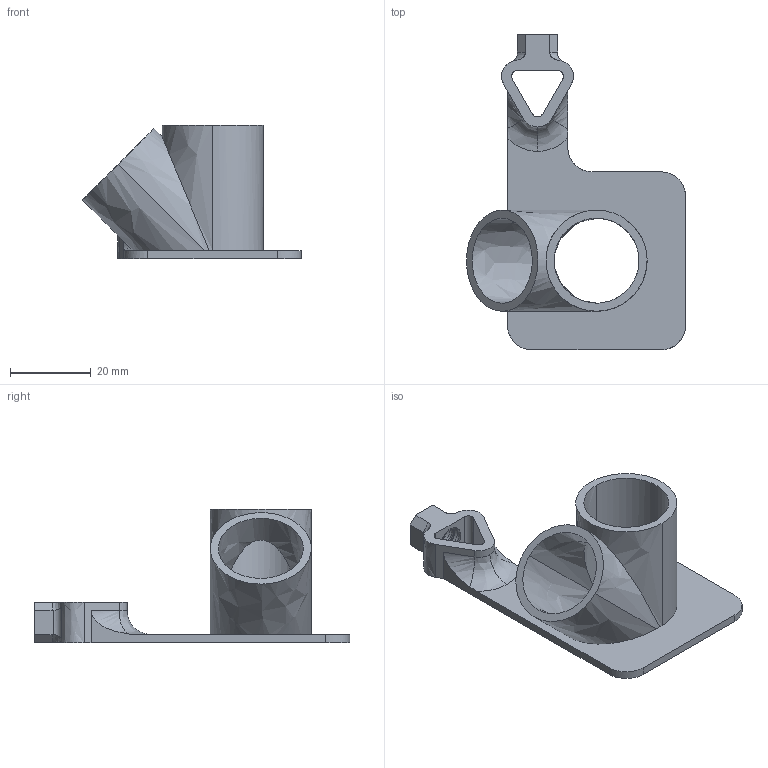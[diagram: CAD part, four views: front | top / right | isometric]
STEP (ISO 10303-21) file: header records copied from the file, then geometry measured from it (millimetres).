
FILE_DESCRIPTION(/* description */ (''),/* implementation_level */ '2;1');
FILE_NAME(/* name */ 'LIGHTD~1',/* time_stamp */ '2018-03-11T19:36:50+01:00',/* author */ (''),/* organization */ (''),/* preprocessor_version */ 'ST-DEVELOPER v15',/* originating_system */ '',/* authorisation */ '');
FILE_SCHEMA (('AUTOMOTIVE_DESIGN'));
Length unit declared in the file: millimetre
Products named in the file (1): Document
Bounding box: 54.17 x 78.07 x 33 mm (x, y, z)
Surface area: 11317 mm2 (no closed solid volume)
Topology: 0 solids, 1 shells, 69 faces, 204 edges, 129 vertices
Faces by surface type: bspline 46, plane 23
Entity records: 10032 total; most frequent: CARTESIAN_POINT 8840, ORIENTED_EDGE 391, EDGE_CURVE 204, B_SPLINE_CURVE_WITH_KNOTS 149, VERTEX_POINT 129, EDGE_LOOP 77, ADVANCED_FACE 69, FACE_OUTER_BOUND 69
